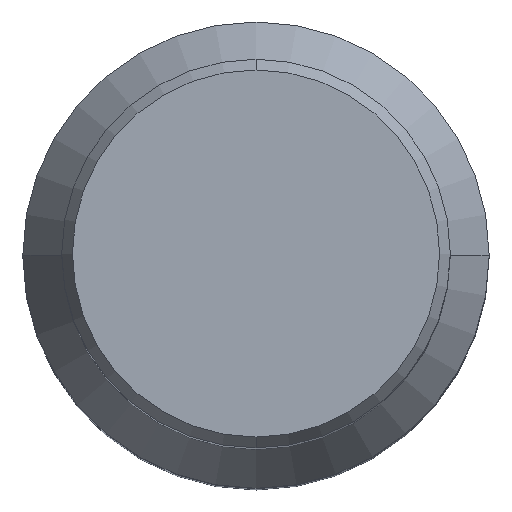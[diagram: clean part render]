
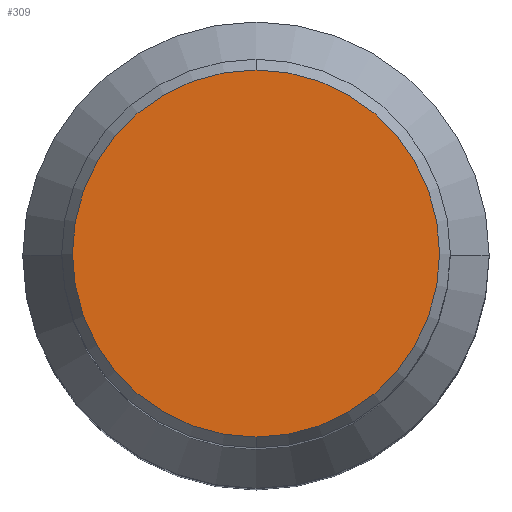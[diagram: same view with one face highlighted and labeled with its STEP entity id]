
A CAD part, top view. The second image highlights one B-rep face of the part: STEP entity #309.
In plain terms, the highlighted planar face has unit normal (0, 0, 1).
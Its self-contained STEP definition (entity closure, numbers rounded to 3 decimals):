
#199=VERTEX_POINT('',#492);
#205=EDGE_CURVE('',#199,#233,#498,.T.);
#233=VERTEX_POINT('',#530);
#267=EDGE_CURVE('',#233,#199,#566,.T.);
#309=ADVANCED_FACE('',(#614),#615,.T.);
#492=CARTESIAN_POINT('',(0.,-11.807,0.0));
#498=CIRCLE('',#827,11.807);
#530=CARTESIAN_POINT('',(0.0,11.807,0.0));
#566=CIRCLE('',#911,11.807);
#614=FACE_OUTER_BOUND('',#1041,.T.);
#615=PLANE('',#1042);
#827=AXIS2_PLACEMENT_3D('',#1563,#1564,#1565);
#911=AXIS2_PLACEMENT_3D('',#1637,#1638,#1639);
#1041=EDGE_LOOP('',(#1706,#1707));
#1042=AXIS2_PLACEMENT_3D('',#1708,#1709,#1710);
#1563=CARTESIAN_POINT('',(0.0,0.0,0.0));
#1564=DIRECTION('',(0.0,0.0,-1.0));
#1565=DIRECTION('',(0.0,1.0,0.0));
#1637=CARTESIAN_POINT('',(0.0,0.0,0.0));
#1638=DIRECTION('',(0.0,0.0,-1.0));
#1639=DIRECTION('',(0.0,1.0,0.0));
#1706=ORIENTED_EDGE('',*,*,#267,.F.);
#1707=ORIENTED_EDGE('',*,*,#205,.F.);
#1708=CARTESIAN_POINT('',(0.0,5.904,0.0));
#1709=DIRECTION('',(-0.0,0.0,1.0));
#1710=DIRECTION('',(0.0,-1.0,0.0));
